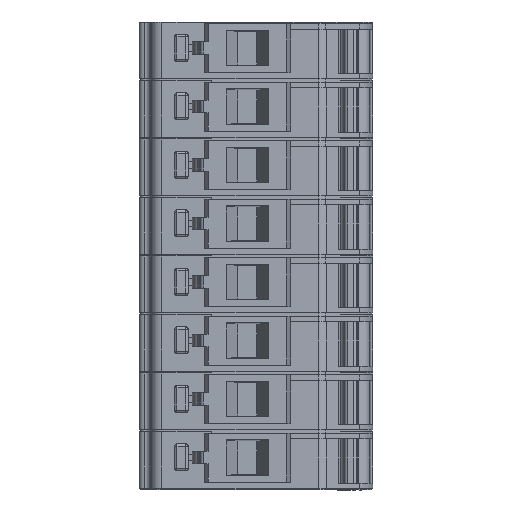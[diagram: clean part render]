
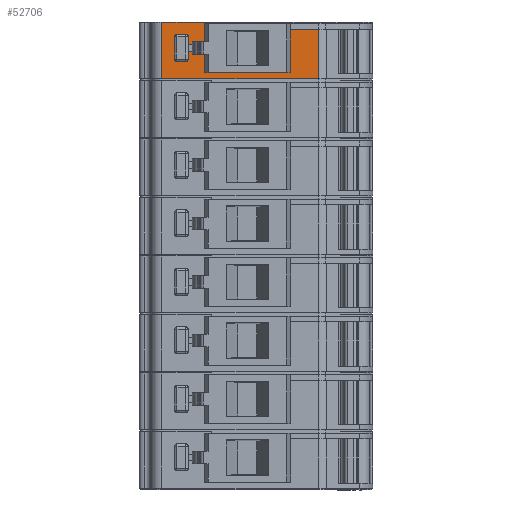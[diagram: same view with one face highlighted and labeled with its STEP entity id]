
A CAD part, front view. The second image highlights one B-rep face of the part: STEP entity #52706.
In plain terms, the highlighted planar face has unit normal (0, -1, 0).
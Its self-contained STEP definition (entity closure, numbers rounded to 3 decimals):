
#2190 = VECTOR ( 'NONE', #62523, 1000. ) ;
#2750 = CARTESIAN_POINT ( 'NONE',  ( -36.379, 13.714, 9.487 ) ) ;
#4065 = EDGE_CURVE ( 'NONE', #8142, #23333, #47531, .T. ) ;
#5381 = CARTESIAN_POINT ( 'NONE',  ( -36.379, 13.714, 13.887 ) ) ;
#7072 = DIRECTION ( 'NONE',  ( -1., 0., 0. ) ) ;
#7708 = LINE ( 'NONE', #2750, #41596 ) ;
#8142 = VERTEX_POINT ( 'NONE', #33210 ) ;
#8316 = LINE ( 'NONE', #18263, #73352 ) ;
#10475 = VERTEX_POINT ( 'NONE', #32220 ) ;
#11055 = CARTESIAN_POINT ( 'NONE',  ( -48.234, 13.714, 11.537 ) ) ;
#11099 = ORIENTED_EDGE ( 'NONE', *, *, #13863, .F. ) ;
#11595 = DIRECTION ( 'NONE',  ( 0., 0., -1. ) ) ;
#11820 = DIRECTION ( 'NONE',  ( 0., 0., 1. ) ) ;
#13750 = VECTOR ( 'NONE', #26985, 1000. ) ;
#13863 = EDGE_CURVE ( 'NONE', #55036, #37525, #21089, .T. ) ;
#14108 = DIRECTION ( 'NONE',  ( 0., 0., -1. ) ) ;
#14315 = EDGE_CURVE ( 'NONE', #67828, #55036, #75950, .T. ) ;
#14418 = DIRECTION ( 'NONE',  ( 1., 0., 0. ) ) ;
#16170 = CARTESIAN_POINT ( 'NONE',  ( -36.379, 13.714, 14.487 ) ) ;
#16794 = EDGE_CURVE ( 'NONE', #46205, #75703, #26053, .T. ) ;
#17461 = VERTEX_POINT ( 'NONE', #56152 ) ;
#17601 = EDGE_LOOP ( 'NONE', ( #65264, #11099, #58503, #32493 ) ) ;
#17812 = LINE ( 'NONE', #46792, #29708 ) ;
#18263 = CARTESIAN_POINT ( 'NONE',  ( -36.379, 13.714, 14.487 ) ) ;
#18380 = ORIENTED_EDGE ( 'NONE', *, *, #25399, .F. ) ;
#18941 = VECTOR ( 'NONE', #69409, 1000. ) ;
#19485 = ORIENTED_EDGE ( 'NONE', *, *, #50268, .F. ) ;
#19610 = ORIENTED_EDGE ( 'NONE', *, *, #27645, .F. ) ;
#20805 = EDGE_CURVE ( 'NONE', #36795, #26317, #37249, .T. ) ;
#21034 = ORIENTED_EDGE ( 'NONE', *, *, #22143, .F. ) ;
#21089 = LINE ( 'NONE', #38498, #13750 ) ;
#21147 = CARTESIAN_POINT ( 'NONE',  ( -45.872, 13.714, 14.387 ) ) ;
#21405 = DIRECTION ( 'NONE',  ( 0., 0., 1. ) ) ;
#21411 = CARTESIAN_POINT ( 'NONE',  ( -36.379, 13.714, 9.487 ) ) ;
#21722 = LINE ( 'NONE', #61711, #66599 ) ;
#22143 = EDGE_CURVE ( 'NONE', #49059, #24108, #7708, .T. ) ;
#22300 = DIRECTION ( 'NONE',  ( -1., 0., 0. ) ) ;
#22950 = CARTESIAN_POINT ( 'NONE',  ( -36.379, 13.714, 12.937 ) ) ;
#22986 = LINE ( 'NONE', #22950, #68761 ) ;
#23020 = DIRECTION ( 'NONE',  ( 0., 0., 1. ) ) ;
#23333 = VERTEX_POINT ( 'NONE', #62062 ) ;
#24056 = AXIS2_PLACEMENT_3D ( 'NONE', #16170, #57091, #22300 ) ;
#24108 = VERTEX_POINT ( 'NONE', #52999 ) ;
#25399 = EDGE_CURVE ( 'NONE', #26317, #8142, #21722, .T. ) ;
#25801 = FACE_BOUND ( 'NONE', #17601, .T. ) ;
#26053 = LINE ( 'NONE', #34124, #2190 ) ;
#26317 = VERTEX_POINT ( 'NONE', #48749 ) ;
#26985 = DIRECTION ( 'NONE',  ( 1., 0., 0. ) ) ;
#27645 = EDGE_CURVE ( 'NONE', #23333, #17461, #39587, .T. ) ;
#27683 = VECTOR ( 'NONE', #11820, 1000. ) ;
#27774 = VECTOR ( 'NONE', #21405, 1000. ) ;
#28442 = EDGE_CURVE ( 'NONE', #31107, #49059, #8316, .T. ) ;
#28444 = CARTESIAN_POINT ( 'NONE',  ( -36.379, 13.714, 14.387 ) ) ;
#28702 = CARTESIAN_POINT ( 'NONE',  ( -48.834, 13.714, 11.537 ) ) ;
#28724 = VECTOR ( 'NONE', #35348, 1000. ) ;
#29708 = VECTOR ( 'NONE', #23020, 1000. ) ;
#30482 = CARTESIAN_POINT ( 'NONE',  ( -48.834, 13.714, 14.487 ) ) ;
#30824 = CARTESIAN_POINT ( 'NONE',  ( -45.872, 13.714, 14.537 ) ) ;
#31107 = VERTEX_POINT ( 'NONE', #38368 ) ;
#32220 = CARTESIAN_POINT ( 'NONE',  ( -48.234, 13.714, 12.937 ) ) ;
#32493 = ORIENTED_EDGE ( 'NONE', *, *, #43248, .F. ) ;
#33210 = CARTESIAN_POINT ( 'NONE',  ( -46.522, 13.714, 10.037 ) ) ;
#34124 = CARTESIAN_POINT ( 'NONE',  ( -33.229, 13.714, 14.537 ) ) ;
#34289 = LINE ( 'NONE', #48661, #74568 ) ;
#34890 = FACE_OUTER_BOUND ( 'NONE', #46216, .T. ) ;
#34974 = DIRECTION ( 'NONE',  ( -1., 0., 0. ) ) ;
#35348 = DIRECTION ( 'NONE',  ( 1., 0., 0. ) ) ;
#36795 = VERTEX_POINT ( 'NONE', #21147 ) ;
#37249 = LINE ( 'NONE', #28444, #18941 ) ;
#37525 = VERTEX_POINT ( 'NONE', #11055 ) ;
#38368 = CARTESIAN_POINT ( 'NONE',  ( -36.379, 13.714, 13.887 ) ) ;
#38498 = CARTESIAN_POINT ( 'NONE',  ( -36.379, 13.714, 11.537 ) ) ;
#38936 = DIRECTION ( 'NONE',  ( 0., 0., -1. ) ) ;
#39366 = ORIENTED_EDGE ( 'NONE', *, *, #16794, .F. ) ;
#39587 = LINE ( 'NONE', #58700, #27683 ) ;
#40837 = CARTESIAN_POINT ( 'NONE',  ( -48.834, 13.714, 12.937 ) ) ;
#41596 = VECTOR ( 'NONE', #7072, 1000. ) ;
#41981 = CARTESIAN_POINT ( 'NONE',  ( -50.276, 13.714, 14.537 ) ) ;
#42011 = VECTOR ( 'NONE', #14418, 1000. ) ;
#43248 = EDGE_CURVE ( 'NONE', #10475, #67828, #22986, .T. ) ;
#45428 = ORIENTED_EDGE ( 'NONE', *, *, #4065, .F. ) ;
#46205 = VERTEX_POINT ( 'NONE', #41981 ) ;
#46216 = EDGE_LOOP ( 'NONE', ( #18380, #69126, #56750, #39366, #19485, #21034, #70673, #48299, #19610, #45428 ) ) ;
#46792 = CARTESIAN_POINT ( 'NONE',  ( -50.276, 13.714, 14.487 ) ) ;
#47531 = LINE ( 'NONE', #54863, #42011 ) ;
#48299 = ORIENTED_EDGE ( 'NONE', *, *, #51621, .F. ) ;
#48661 = CARTESIAN_POINT ( 'NONE',  ( -45.872, 13.714, 9.337 ) ) ;
#48749 = CARTESIAN_POINT ( 'NONE',  ( -46.522, 13.714, 14.387 ) ) ;
#49059 = VERTEX_POINT ( 'NONE', #21411 ) ;
#50268 = EDGE_CURVE ( 'NONE', #24108, #46205, #17812, .T. ) ;
#51567 = LINE ( 'NONE', #56198, #27774 ) ;
#51621 = EDGE_CURVE ( 'NONE', #17461, #31107, #65360, .T. ) ;
#52706 = ADVANCED_FACE ( 'NONE', ( #34890, #25801 ), #56329, .F. ) ;
#52999 = CARTESIAN_POINT ( 'NONE',  ( -50.276, 13.714, 9.487 ) ) ;
#53512 = DIRECTION ( 'NONE',  ( 0., 0., -1. ) ) ;
#54863 = CARTESIAN_POINT ( 'NONE',  ( -36.379, 13.714, 10.037 ) ) ;
#55036 = VERTEX_POINT ( 'NONE', #28702 ) ;
#56152 = CARTESIAN_POINT ( 'NONE',  ( -38.822, 13.714, 13.887 ) ) ;
#56198 = CARTESIAN_POINT ( 'NONE',  ( -48.234, 13.714, 14.487 ) ) ;
#56329 = PLANE ( 'NONE',  #24056 ) ;
#56750 = ORIENTED_EDGE ( 'NONE', *, *, #66087, .F. ) ;
#57091 = DIRECTION ( 'NONE',  ( 0., 1., 0. ) ) ;
#58503 = ORIENTED_EDGE ( 'NONE', *, *, #14315, .F. ) ;
#58700 = CARTESIAN_POINT ( 'NONE',  ( -38.822, 13.714, 14.487 ) ) ;
#60382 = VECTOR ( 'NONE', #53512, 1000. ) ;
#61711 = CARTESIAN_POINT ( 'NONE',  ( -46.522, 13.714, 14.487 ) ) ;
#62062 = CARTESIAN_POINT ( 'NONE',  ( -38.822, 13.714, 10.037 ) ) ;
#62523 = DIRECTION ( 'NONE',  ( 1., 0., 0. ) ) ;
#65264 = ORIENTED_EDGE ( 'NONE', *, *, #69837, .F. ) ;
#65360 = LINE ( 'NONE', #5381, #28724 ) ;
#66087 = EDGE_CURVE ( 'NONE', #75703, #36795, #34289, .T. ) ;
#66599 = VECTOR ( 'NONE', #38936, 1000. ) ;
#67828 = VERTEX_POINT ( 'NONE', #40837 ) ;
#68761 = VECTOR ( 'NONE', #34974, 1000. ) ;
#69126 = ORIENTED_EDGE ( 'NONE', *, *, #20805, .F. ) ;
#69409 = DIRECTION ( 'NONE',  ( -1., 0., 0. ) ) ;
#69837 = EDGE_CURVE ( 'NONE', #37525, #10475, #51567, .T. ) ;
#70673 = ORIENTED_EDGE ( 'NONE', *, *, #28442, .F. ) ;
#73352 = VECTOR ( 'NONE', #11595, 1000. ) ;
#74568 = VECTOR ( 'NONE', #14108, 1000. ) ;
#75703 = VERTEX_POINT ( 'NONE', #30824 ) ;
#75950 = LINE ( 'NONE', #30482, #60382 ) ;
